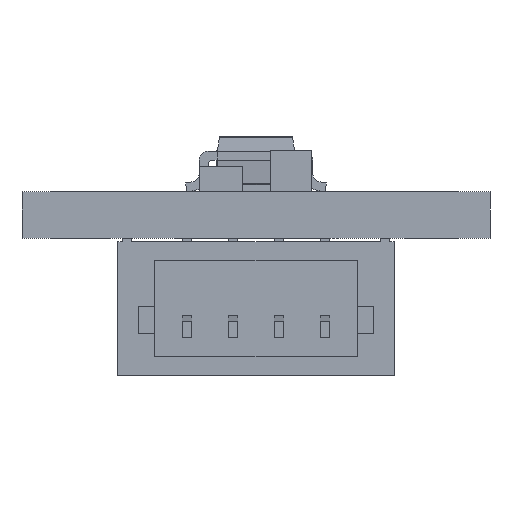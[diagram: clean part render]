
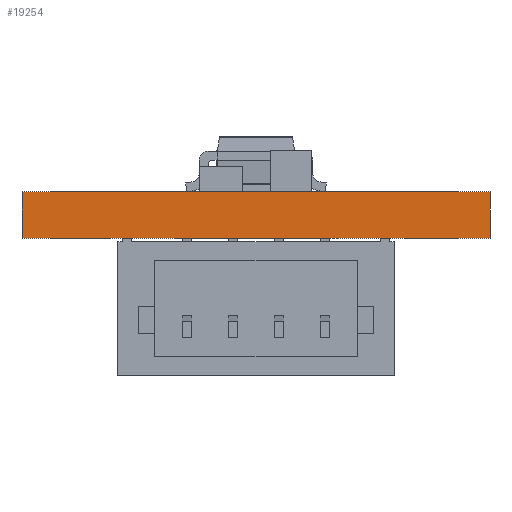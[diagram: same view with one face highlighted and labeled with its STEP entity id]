
A CAD part, front view. The second image highlights one B-rep face of the part: STEP entity #19254.
In plain terms, the highlighted planar face has unit normal (0, -1, 0).
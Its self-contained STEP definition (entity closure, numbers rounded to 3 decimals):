
#1598 = DIRECTION ( 'NONE',  ( 0., 0., -1. ) ) ;
#2771 = VECTOR ( 'NONE', #12701, 1000. ) ;
#4282 = VERTEX_POINT ( 'NONE', #28651 ) ;
#4298 = PLANE ( 'NONE',  #9190 ) ;
#4681 = ORIENTED_EDGE ( 'NONE', *, *, #16793, .F. ) ;
#5109 = CARTESIAN_POINT ( 'NONE',  ( 0., 0., 0. ) ) ;
#9190 = AXIS2_PLACEMENT_3D ( 'NONE', #22956, #14885, #12785 ) ;
#9467 = FACE_OUTER_BOUND ( 'NONE', #31623, .T. ) ;
#10319 = EDGE_CURVE ( 'NONE', #4282, #15792, #17490, .T. ) ;
#11439 = EDGE_CURVE ( 'NONE', #15792, #31806, #31509, .T. ) ;
#11494 = DIRECTION ( 'NONE',  ( 0., 0., -1. ) ) ;
#12701 = DIRECTION ( 'NONE',  ( 1., 0., 0. ) ) ;
#12785 = DIRECTION ( 'NONE',  ( 0., 0., 1. ) ) ;
#14885 = DIRECTION ( 'NONE',  ( 0., 1., 0. ) ) ;
#15739 = ORIENTED_EDGE ( 'NONE', *, *, #24605, .F. ) ;
#15792 = VERTEX_POINT ( 'NONE', #16195 ) ;
#16195 = CARTESIAN_POINT ( 'NONE',  ( 0., 0., 0. ) ) ;
#16793 = EDGE_CURVE ( 'NONE', #4282, #18588, #28390, .T. ) ;
#17295 = VECTOR ( 'NONE', #1598, 1000. ) ;
#17490 = LINE ( 'NONE', #30913, #17295 ) ;
#18588 = VERTEX_POINT ( 'NONE', #34154 ) ;
#19254 = ADVANCED_FACE ( 'NONE', ( #9467 ), #4298, .F. ) ;
#21536 = LINE ( 'NONE', #27188, #32149 ) ;
#22956 = CARTESIAN_POINT ( 'NONE',  ( 0., 0., 1.016 ) ) ;
#24605 = EDGE_CURVE ( 'NONE', #18588, #31806, #21536, .T. ) ;
#26261 = ORIENTED_EDGE ( 'NONE', *, *, #11439, .T. ) ;
#27188 = CARTESIAN_POINT ( 'NONE',  ( 10.16, 0., 1.016 ) ) ;
#28390 = LINE ( 'NONE', #28556, #2771 ) ;
#28556 = CARTESIAN_POINT ( 'NONE',  ( 0., 0., 1.016 ) ) ;
#28651 = CARTESIAN_POINT ( 'NONE',  ( 0., 0., 1.016 ) ) ;
#29107 = DIRECTION ( 'NONE',  ( 1., 0., 0. ) ) ;
#30913 = CARTESIAN_POINT ( 'NONE',  ( 0., 0., 1.016 ) ) ;
#31509 = LINE ( 'NONE', #5109, #33384 ) ;
#31623 = EDGE_LOOP ( 'NONE', ( #26261, #15739, #4681, #31701 ) ) ;
#31701 = ORIENTED_EDGE ( 'NONE', *, *, #10319, .T. ) ;
#31806 = VERTEX_POINT ( 'NONE', #32609 ) ;
#32149 = VECTOR ( 'NONE', #11494, 1000. ) ;
#32609 = CARTESIAN_POINT ( 'NONE',  ( 10.16, 0., 0. ) ) ;
#33384 = VECTOR ( 'NONE', #29107, 1000. ) ;
#34154 = CARTESIAN_POINT ( 'NONE',  ( 10.16, 0., 1.016 ) ) ;
